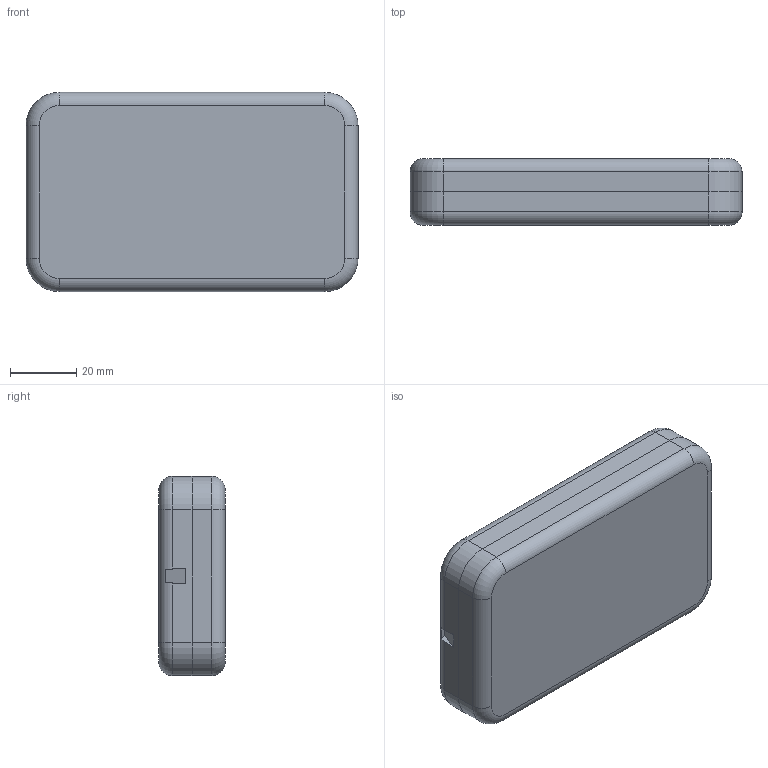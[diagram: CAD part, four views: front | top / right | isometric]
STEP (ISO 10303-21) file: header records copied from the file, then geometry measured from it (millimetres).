
FILE_DESCRIPTION (( 'STEP AP214' ), '1' );
FILE_NAME ('Red Plastic Box.STEP', '2016-03-08T16:50:27', ( '' ), ( '' ), 'SwSTEP 2.0', 'SolidWorks 2015', '' );
FILE_SCHEMA (( 'AUTOMOTIVE_DESIGN' ));
Length unit declared in the file: millimetre
Products named in the file (1): Red Plastic Box
Bounding box: 100 x 20 x 60 mm (x, y, z)
Volume: 31844 mm3; surface area: 33099 mm2
Topology: 2 solids, 2 shells, 96 faces, 242 edges, 148 vertices
Faces by surface type: plane 44, cylinder 36, torus 16
Entity records: 3887 total; most frequent: CARTESIAN_POINT 523, DIRECTION 504, ORIENTED_EDGE 484, EDGE_CURVE 242, AXIS2_PLACEMENT_3D 177, LINE 150, VECTOR 150, VERTEX_POINT 148
